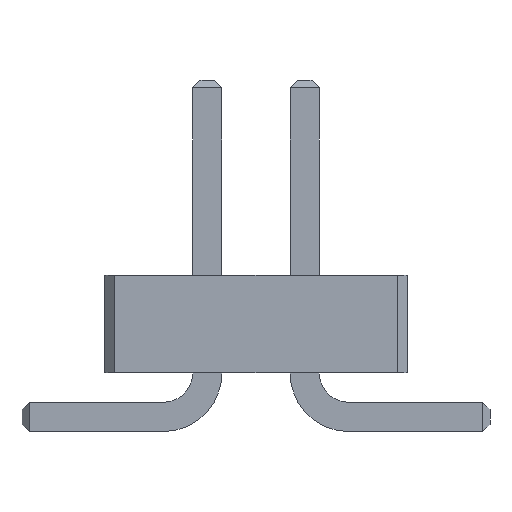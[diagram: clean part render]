
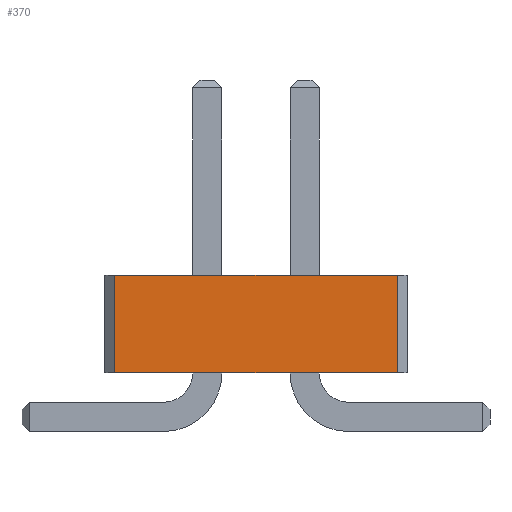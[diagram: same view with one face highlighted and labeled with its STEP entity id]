
A CAD part, front view. The second image highlights one B-rep face of the part: STEP entity #370.
In plain terms, the highlighted planar face has unit normal (0, -1, 0).
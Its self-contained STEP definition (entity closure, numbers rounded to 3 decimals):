
#63 = VERTEX_POINT('',#64);
#64 = CARTESIAN_POINT('',(-1.45,-0.5,0.6));
#70 = EDGE_CURVE('',#63,#71,#73,.T.);
#71 = VERTEX_POINT('',#72);
#72 = CARTESIAN_POINT('',(1.45,-0.5,0.6));
#73 = LINE('',#74,#75);
#74 = CARTESIAN_POINT('',(-1.55,-0.5,0.6));
#75 = VECTOR('',#76,1.);
#76 = DIRECTION('',(1.,0.,0.));
#219 = VERTEX_POINT('',#220);
#220 = CARTESIAN_POINT('',(-1.45,-0.5,1.6));
#226 = EDGE_CURVE('',#63,#219,#227,.T.);
#227 = LINE('',#228,#229);
#228 = CARTESIAN_POINT('',(-1.45,-0.5,0.6));
#229 = VECTOR('',#230,1.);
#230 = DIRECTION('',(0.,0.,1.));
#242 = EDGE_CURVE('',#219,#243,#245,.T.);
#243 = VERTEX_POINT('',#244);
#244 = CARTESIAN_POINT('',(1.45,-0.5,1.6));
#245 = LINE('',#246,#247);
#246 = CARTESIAN_POINT('',(-1.55,-0.5,1.6));
#247 = VECTOR('',#248,1.);
#248 = DIRECTION('',(1.,0.,0.));
#370 = ADVANCED_FACE('',(#371),#382,.F.);
#371 = FACE_BOUND('',#372,.F.);
#372 = EDGE_LOOP('',(#373,#374,#375,#376));
#373 = ORIENTED_EDGE('',*,*,#70,.F.);
#374 = ORIENTED_EDGE('',*,*,#226,.T.);
#375 = ORIENTED_EDGE('',*,*,#242,.T.);
#376 = ORIENTED_EDGE('',*,*,#377,.F.);
#377 = EDGE_CURVE('',#71,#243,#378,.T.);
#378 = LINE('',#379,#380);
#379 = CARTESIAN_POINT('',(1.45,-0.5,0.6));
#380 = VECTOR('',#381,1.);
#381 = DIRECTION('',(0.,0.,1.));
#382 = PLANE('',#383);
#383 = AXIS2_PLACEMENT_3D('',#384,#385,#386);
#384 = CARTESIAN_POINT('',(-1.55,-0.5,0.6));
#385 = DIRECTION('',(0.,1.,0.));
#386 = DIRECTION('',(1.,0.,0.));
